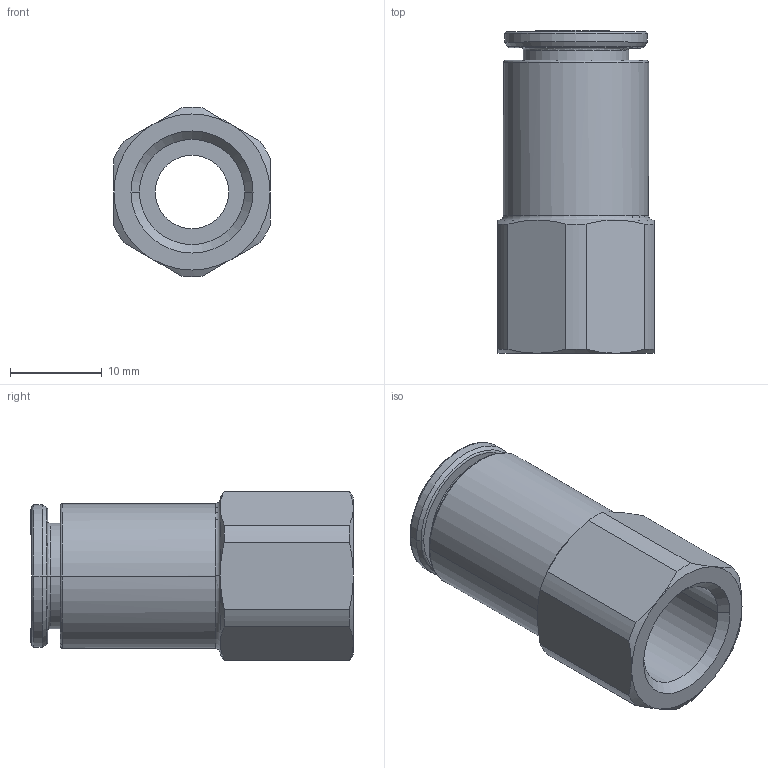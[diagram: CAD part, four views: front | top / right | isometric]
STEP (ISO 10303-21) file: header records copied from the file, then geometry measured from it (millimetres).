
FILE_DESCRIPTION(('STEP AP214'),'1');
FILE_NAME('6814_10_13.stp','2016-07-07T14:43:54',('TraceParts'),('TraceParts S.A.'),'Spatial InterOp 3D',' ',' ');
FILE_SCHEMA(('automotive_design'));
Length unit declared in the file: millimetre
Products named in the file (6): 6814 10 13|44110-18_ASM_1369#44110-18_ASM|44110-31_1365#44110-31;Solide1; 6814 10 13|44110-18_ASM_1369#44110-18_ASM|44110_1366#44110;Solide1; 6814 10 13|44110-18_ASM_1369#44110-18_ASM|44110-30_1367#44110-30;Solide1; 6814 10 13|44110-18_ASM_1369#44110-18_ASM|44110-40_1368#44110-40;Solide1; 6814 10 13|44410-13-69_1364#44410-13-69;Solide1; 6814 10 13|44110-11-10-ASM_1370#44110-11-10-ASM;Solide1
Bounding box: 17 x 35.15 x 18.49 mm (x, y, z)
Volume: 4174.9 mm3; surface area: 5598.1 mm2
Topology: 6 solids, 6 shells, 693 faces, 1766 edges, 1108 vertices
Faces by surface type: plane 303, cylinder 111, cone 98, bspline 92, torus 89
Entity records: 29837 total; most frequent: CARTESIAN_POINT 7710, ORIENTED_EDGE 3532, DIRECTION 3291, EDGE_CURVE 1766, AXIS2_PLACEMENT_3D 1128, VERTEX_POINT 1108, LINE 1035, VECTOR 1035
